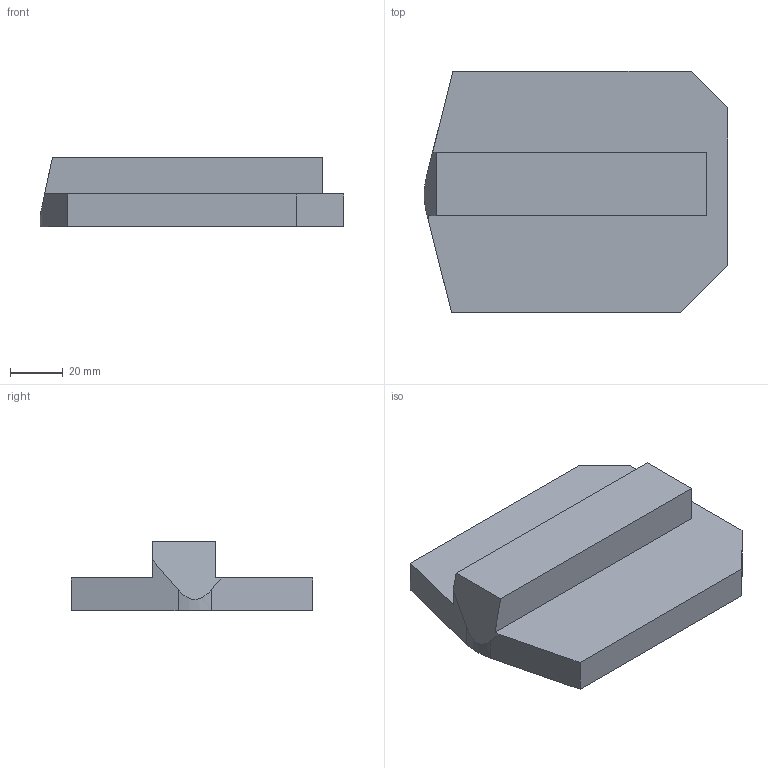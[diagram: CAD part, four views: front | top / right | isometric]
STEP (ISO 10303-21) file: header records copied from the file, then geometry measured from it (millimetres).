
FILE_DESCRIPTION(/* description */ (''),/* implementation_level */ '2;1');
FILE_NAME(/* name */ '1551360717957.stp',/* time_stamp */ '2019-02-28T14:32:14+01:00',/* author */ (''),/* organization */ ('SMS'),/* preprocessor_version */ 'ST-DEVELOPER v15',/* originating_system */ 'SIEMENS PLM Software NX 8.5',/* authorisation */ '');
FILE_SCHEMA (('AUTOMOTIVE_DESIGN { 1 0 10303 214 3 1 1 1 }'));
Length unit declared in the file: millimetre
Products named in the file (1): 111169707mod000_01
Bounding box: 115.55 x 92 x 26.5 mm (x, y, z)
Volume: 150087.3 mm3; surface area: 29050.4 mm2
Topology: 1 solids, 1 shells, 19 faces, 47 edges, 35 vertices
Faces by surface type: plane 16, cylinder 3
Full cylindrical faces by diameter (mm): 34 x1, 50.2 x1
Entity records: 604 total; most frequent: CARTESIAN_POINT 99, DIRECTION 95, ORIENTED_EDGE 86, EDGE_CURVE 43, LINE 37, VECTOR 37, VERTEX_POINT 30, AXIS2_PLACEMENT_3D 29
